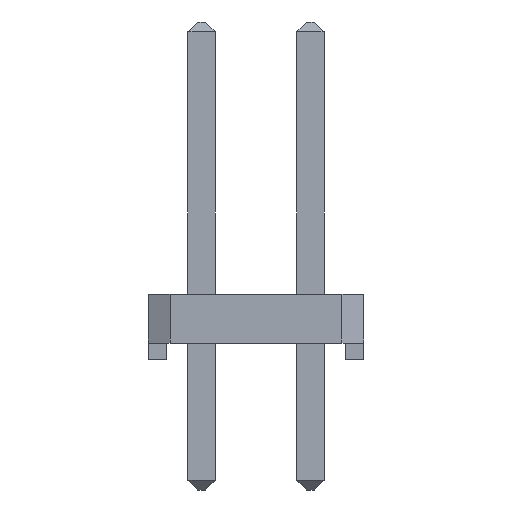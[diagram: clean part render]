
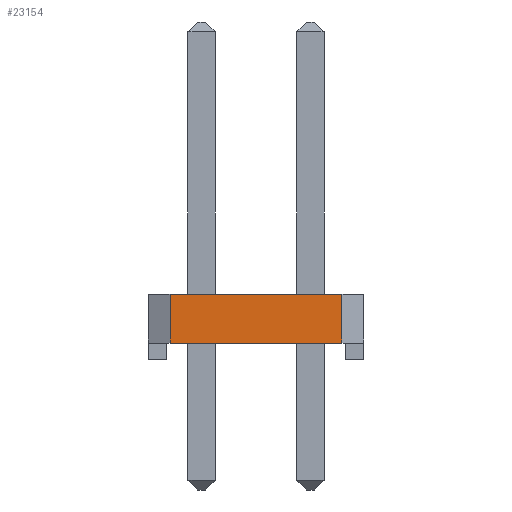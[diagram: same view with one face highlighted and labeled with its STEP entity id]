
A CAD part, left-side view. The second image highlights one B-rep face of the part: STEP entity #23154.
In plain terms, the highlighted planar face has unit normal (-1, 0, 0).
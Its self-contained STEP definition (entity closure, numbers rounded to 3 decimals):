
#494=FACE_OUTER_BOUND('',#1946,.T.);
#1946=EDGE_LOOP('',(#16079,#16080,#16081,#16082));
#3699=LINE('',#33232,#6955);
#3711=LINE('',#33255,#6967);
#3721=LINE('',#33276,#6977);
#3723=LINE('',#33279,#6979);
#6955=VECTOR('',#26966,1.);
#6967=VECTOR('',#26988,1.);
#6977=VECTOR('',#27008,1.);
#6979=VECTOR('',#27012,1.);
#10003=VERTEX_POINT('',#33229);
#10004=VERTEX_POINT('',#33231);
#10010=VERTEX_POINT('',#33253);
#10016=VERTEX_POINT('',#33275);
#12235=EDGE_CURVE('',#10004,#10003,#3699,.T.);
#12247=EDGE_CURVE('',#10010,#10003,#3711,.T.);
#12257=EDGE_CURVE('',#10016,#10004,#3721,.T.);
#12259=EDGE_CURVE('',#10016,#10010,#3723,.T.);
#16079=ORIENTED_EDGE('',*,*,#12235,.T.);
#16080=ORIENTED_EDGE('',*,*,#12247,.F.);
#16081=ORIENTED_EDGE('',*,*,#12259,.F.);
#16082=ORIENTED_EDGE('',*,*,#12257,.T.);
#21702=PLANE('',#24717);
#23154=ADVANCED_FACE('',(#494),#21702,.T.);
#24717=AXIS2_PLACEMENT_3D('',#33278,#27010,#27011);
#26966=DIRECTION('',(0.,-1.,0.));
#26988=DIRECTION('',(0.,0.,-1.));
#27008=DIRECTION('',(0.,0.,-1.));
#27010=DIRECTION('center_axis',(-1.,0.,0.));
#27011=DIRECTION('ref_axis',(0.,0.,1.));
#27012=DIRECTION('',(0.,-1.,0.));
#33229=CARTESIAN_POINT('',(-27.94,-2.007,0.381));
#33231=CARTESIAN_POINT('',(-27.94,2.007,0.381));
#33232=CARTESIAN_POINT('',(-27.94,2.007,0.381));
#33253=CARTESIAN_POINT('',(-27.94,-2.007,1.524));
#33255=CARTESIAN_POINT('',(-27.94,-2.007,1.524));
#33275=CARTESIAN_POINT('',(-27.94,2.007,1.524));
#33276=CARTESIAN_POINT('',(-27.94,2.007,1.524));
#33278=CARTESIAN_POINT('Origin',(-27.94,2.007,1.524));
#33279=CARTESIAN_POINT('',(-27.94,2.007,1.524));
